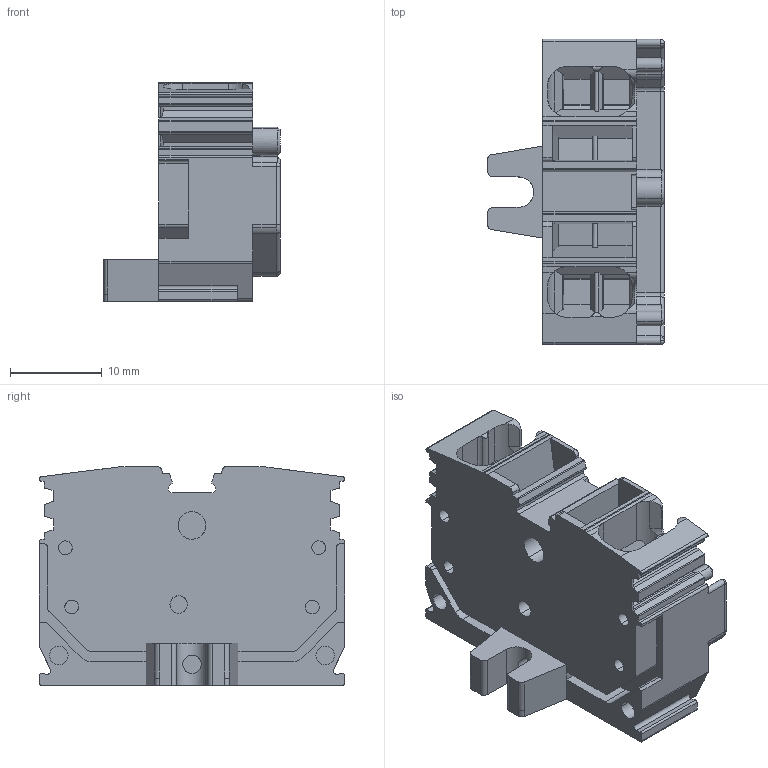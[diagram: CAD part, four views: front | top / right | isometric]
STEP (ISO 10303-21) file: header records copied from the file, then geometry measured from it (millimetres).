
FILE_DESCRIPTION(('CATIA V5 STEP','CAx-IF Rec.Pracs.--- Model Styling and Organization---1.4--- 2014-01-23'),'2;1');
FILE_NAME ('019079-2_0', '2021-06-02T14:18:54+00:00', ('none'), ('Weidmueller'), 'CATIA Version 5-6 Release 2016 SP3 HF44', 'CATIA V5 STEP AP214', 'none');
FILE_SCHEMA(('AUTOMOTIVE_DESIGN { 1 0 10303 214 1 1 1 1 }'));
Length unit declared in the file: millimetre
Products named in the file (1): 1704700000
Bounding box: 19.2 x 33.2 x 23.8 mm (x, y, z)
Volume: 6511.4 mm3; surface area: 4576 mm2
Topology: 1 solids, 1 shells, 402 faces, 1112 edges, 725 vertices
Faces by surface type: plane 231, cylinder 143, cone 14, torus 8, sphere 4, extrusion 2
Entity records: 13072 total; most frequent: CARTESIAN_POINT 3347, ORIENTED_EDGE 2216, DIRECTION 1644, EDGE_CURVE 1108, VECTOR 772, LINE 770, VERTEX_POINT 725, AXIS2_PLACEMENT_3D 546
